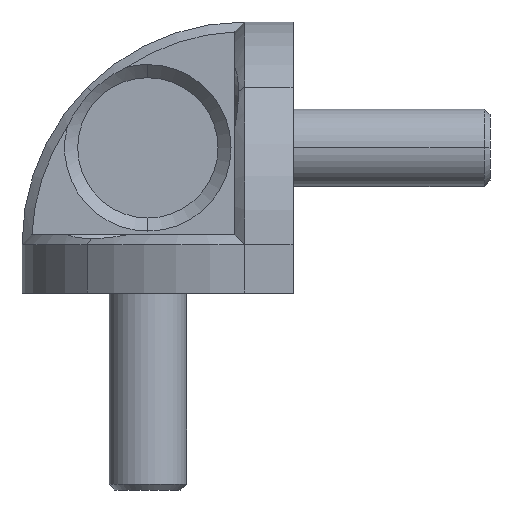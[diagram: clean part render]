
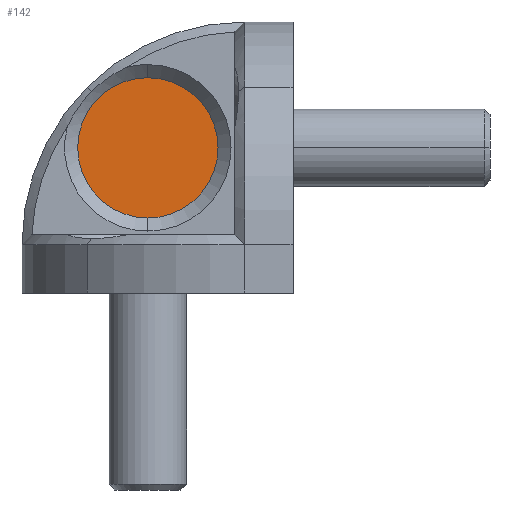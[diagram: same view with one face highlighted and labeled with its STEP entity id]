
A CAD part, front view. The second image highlights one B-rep face of the part: STEP entity #142.
In plain terms, the highlighted planar face has unit normal (0, -1, 0).
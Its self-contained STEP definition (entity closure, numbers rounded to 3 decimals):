
#142=ADVANCED_FACE('',(#304),#305,.T.);
#304=FACE_OUTER_BOUND('',#486,.T.);
#305=PLANE('',#487);
#486=EDGE_LOOP('',(#824,#825,#826));
#487=AXIS2_PLACEMENT_3D('',#827,#828,#829);
#824=ORIENTED_EDGE('',*,*,#1200,.F.);
#825=ORIENTED_EDGE('',*,*,#1201,.F.);
#826=ORIENTED_EDGE('',*,*,#1115,.F.);
#827=CARTESIAN_POINT('',(-11.375,10.35,0.0));
#828=DIRECTION('',(0.0,-1.0,0.0));
#829=DIRECTION('',(0.0,0.0,-1.0));
#1115=EDGE_CURVE('',#1337,#1330,#1339,.T.);
#1200=EDGE_CURVE('',#1465,#1337,#1466,.T.);
#1201=EDGE_CURVE('',#1330,#1465,#1467,.T.);
#1330=VERTEX_POINT('',#1658);
#1337=VERTEX_POINT('',#1677);
#1339=CIRCLE('',#1680,7.25);
#1465=VERTEX_POINT('',#1845);
#1466=CIRCLE('',#1846,7.25);
#1467=CIRCLE('',#1847,7.25);
#1658=CARTESIAN_POINT('',(-15.0,10.35,7.25));
#1677=CARTESIAN_POINT('',(-15.0,10.35,-7.25));
#1680=AXIS2_PLACEMENT_3D('',#2009,#2010,#2011);
#1845=CARTESIAN_POINT('',(-7.75,10.35,0.0));
#1846=AXIS2_PLACEMENT_3D('',#2140,#2141,#2142);
#1847=AXIS2_PLACEMENT_3D('',#2143,#2144,#2145);
#2009=CARTESIAN_POINT('',(-15.0,10.35,0.));
#2010=DIRECTION('',(-0.0,1.0,0.0));
#2011=DIRECTION('',(0.0,0.0,1.0));
#2140=CARTESIAN_POINT('',(-15.0,10.35,0.));
#2141=DIRECTION('',(-0.0,1.0,0.0));
#2142=DIRECTION('',(0.0,0.0,1.0));
#2143=CARTESIAN_POINT('',(-15.0,10.35,0.));
#2144=DIRECTION('',(-0.0,1.0,0.0));
#2145=DIRECTION('',(0.0,0.0,1.0));
